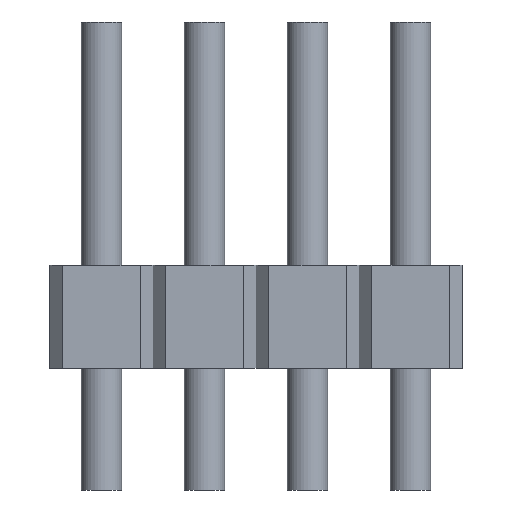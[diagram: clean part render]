
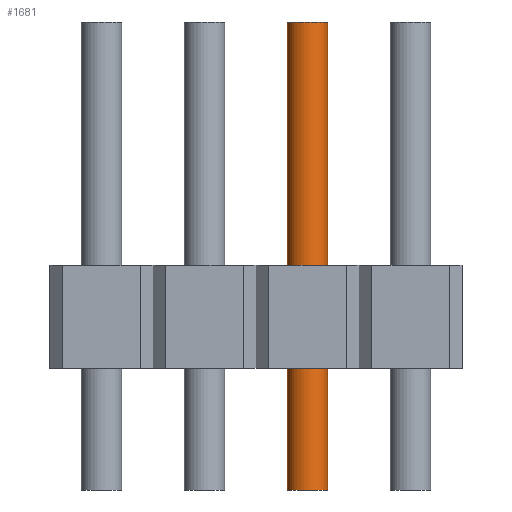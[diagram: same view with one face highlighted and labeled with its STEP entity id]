
A CAD part, front view. The second image highlights one B-rep face of the part: STEP entity #1681.
In plain terms, the highlighted cylindrical face has radius 0.5 mm (diameter 1 mm), a full revolution.
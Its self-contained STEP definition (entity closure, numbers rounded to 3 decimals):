
#964=ORIENTED_EDGE('',*,*,#1200,.F.);
#965=ORIENTED_EDGE('',*,*,#1201,.T.);
#1200=EDGE_CURVE('',#1358,#1358,#1392,.T.);
#1201=EDGE_CURVE('',#1359,#1359,#1393,.T.);
#1358=VERTEX_POINT('',#2795);
#1359=VERTEX_POINT('',#2797);
#1392=CIRCLE('',#1849,0.5);
#1393=CIRCLE('',#1850,0.5);
#1484=EDGE_LOOP('',(#964));
#1485=EDGE_LOOP('',(#965));
#1576=FACE_BOUND('',#1484,.T.);
#1577=FACE_BOUND('',#1485,.T.);
#1598=CYLINDRICAL_SURFACE('',#1848,0.5);
#1681=ADVANCED_FACE('',(#1576,#1577),#1598,.F.);
#1848=AXIS2_PLACEMENT_3D('',#2793,#2305,#2306);
#1849=AXIS2_PLACEMENT_3D('',#2794,#2307,#2308);
#1850=AXIS2_PLACEMENT_3D('',#2796,#2309,#2310);
#2305=DIRECTION('',(0.,0.,1.));
#2306=DIRECTION('',(1.,0.,0.));
#2307=DIRECTION('',(0.,0.,-1.));
#2308=DIRECTION('',(1.,0.,0.));
#2309=DIRECTION('',(0.,0.,-1.));
#2310=DIRECTION('',(1.,0.,0.));
#2793=CARTESIAN_POINT('',(0.,0.,0.));
#2794=CARTESIAN_POINT('',(0.,0.,11.54));
#2795=CARTESIAN_POINT('',(0.5,0.,11.54));
#2796=CARTESIAN_POINT('',(0.,0.,0.));
#2797=CARTESIAN_POINT('',(0.5,0.,0.));
